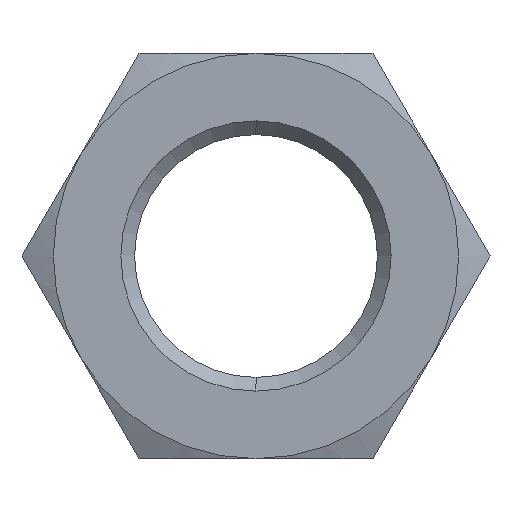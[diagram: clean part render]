
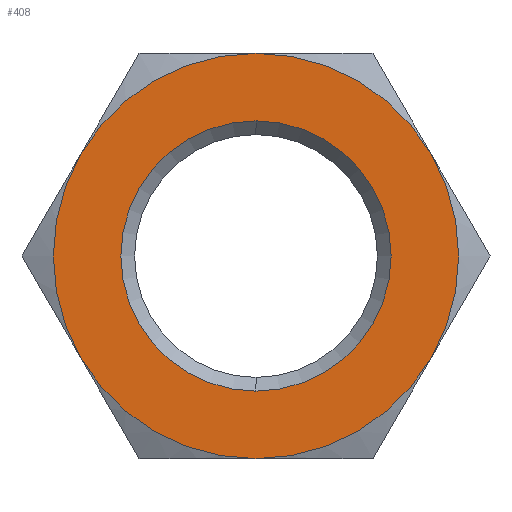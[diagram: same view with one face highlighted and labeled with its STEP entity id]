
A CAD part, left-side view. The second image highlights one B-rep face of the part: STEP entity #408.
In plain terms, the highlighted planar face has unit normal (-1, 0, 0).
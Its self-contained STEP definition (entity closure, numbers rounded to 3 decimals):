
#8 = ORIENTED_EDGE ( 'NONE', *, *, #549, .T. ) ;
#40 = CIRCLE ( 'NONE', #305, 12. ) ;
#47 = ORIENTED_EDGE ( 'NONE', *, *, #828, .F. ) ;
#59 = VERTEX_POINT ( 'NONE', #594 ) ;
#65 = AXIS2_PLACEMENT_3D ( 'NONE', #473, #675, #73 ) ;
#73 = DIRECTION ( 'NONE',  ( 0., 0., -1. ) ) ;
#89 = DIRECTION ( 'NONE',  ( 1., 0., 0. ) ) ;
#101 = DIRECTION ( 'NONE',  ( 1., 0., 0. ) ) ;
#115 = DIRECTION ( 'NONE',  ( 1., 0., 0. ) ) ;
#122 = ORIENTED_EDGE ( 'NONE', *, *, #352, .F. ) ;
#125 = AXIS2_PLACEMENT_3D ( 'NONE', #591, #641, #783 ) ;
#140 = CARTESIAN_POINT ( 'NONE',  ( 0., 0., -12. ) ) ;
#153 = DIRECTION ( 'NONE',  ( 1., 0., 0. ) ) ;
#161 = CARTESIAN_POINT ( 'NONE',  ( 0., 10.392, -6. ) ) ;
#191 = VERTEX_POINT ( 'NONE', #161 ) ;
#196 = FACE_OUTER_BOUND ( 'NONE', #683, .T. ) ;
#207 = DIRECTION ( 'NONE',  ( 0., 0., -1. ) ) ;
#237 = DIRECTION ( 'NONE',  ( 0., 0., -1. ) ) ;
#240 = VERTEX_POINT ( 'NONE', #690 ) ;
#253 = CIRCLE ( 'NONE', #590, 12. ) ;
#262 = PLANE ( 'NONE',  #644 ) ;
#278 = CARTESIAN_POINT ( 'NONE',  ( 0., -10.392, 6. ) ) ;
#290 = DIRECTION ( 'NONE',  ( 1., 0., 0. ) ) ;
#305 = AXIS2_PLACEMENT_3D ( 'NONE', #627, #290, #736 ) ;
#309 = DIRECTION ( 'NONE',  ( 1., 0., 0. ) ) ;
#312 = EDGE_LOOP ( 'NONE', ( #497, #8 ) ) ;
#315 = FACE_BOUND ( 'NONE', #312, .T. ) ;
#339 = CARTESIAN_POINT ( 'NONE',  ( 0., 0., 0. ) ) ;
#352 = EDGE_CURVE ( 'NONE', #584, #364, #778, .T. ) ;
#364 = VERTEX_POINT ( 'NONE', #500 ) ;
#365 = CIRCLE ( 'NONE', #845, 8. ) ;
#371 = VERTEX_POINT ( 'NONE', #379 ) ;
#378 = CIRCLE ( 'NONE', #530, 12. ) ;
#379 = CARTESIAN_POINT ( 'NONE',  ( 0., 0., 8. ) ) ;
#403 = CARTESIAN_POINT ( 'NONE',  ( 0., 0., 0. ) ) ;
#408 = ADVANCED_FACE ( 'NONE', ( #315, #196 ), #262, .F. ) ;
#422 = AXIS2_PLACEMENT_3D ( 'NONE', #677, #89, #540 ) ;
#427 = ORIENTED_EDGE ( 'NONE', *, *, #703, .F. ) ;
#439 = DIRECTION ( 'NONE',  ( 0., 0., -1. ) ) ;
#440 = CARTESIAN_POINT ( 'NONE',  ( 0., 0., 0. ) ) ;
#461 = CIRCLE ( 'NONE', #422, 8. ) ;
#473 = CARTESIAN_POINT ( 'NONE',  ( 0., 0., 0. ) ) ;
#490 = AXIS2_PLACEMENT_3D ( 'NONE', #440, #115, #237 ) ;
#497 = ORIENTED_EDGE ( 'NONE', *, *, #564, .T. ) ;
#499 = ORIENTED_EDGE ( 'NONE', *, *, #625, .F. ) ;
#500 = CARTESIAN_POINT ( 'NONE',  ( 0., -10.392, -6. ) ) ;
#514 = CARTESIAN_POINT ( 'NONE',  ( 0., 10.392, 6. ) ) ;
#525 = DIRECTION ( 'NONE',  ( 1., 0., 0. ) ) ;
#530 = AXIS2_PLACEMENT_3D ( 'NONE', #403, #309, #439 ) ;
#540 = DIRECTION ( 'NONE',  ( 0., 0., -1. ) ) ;
#549 = EDGE_CURVE ( 'NONE', #59, #371, #461, .T. ) ;
#564 = EDGE_CURVE ( 'NONE', #371, #59, #365, .T. ) ;
#584 = VERTEX_POINT ( 'NONE', #278 ) ;
#590 = AXIS2_PLACEMENT_3D ( 'NONE', #719, #153, #207 ) ;
#591 = CARTESIAN_POINT ( 'NONE',  ( 0., 0., 0. ) ) ;
#594 = CARTESIAN_POINT ( 'NONE',  ( 0., 0., -8. ) ) ;
#603 = EDGE_CURVE ( 'NONE', #364, #831, #40, .T. ) ;
#625 = EDGE_CURVE ( 'NONE', #640, #240, #378, .T. ) ;
#627 = CARTESIAN_POINT ( 'NONE',  ( 0., 0., 0. ) ) ;
#640 = VERTEX_POINT ( 'NONE', #514 ) ;
#641 = DIRECTION ( 'NONE',  ( 1., 0., 0. ) ) ;
#644 = AXIS2_PLACEMENT_3D ( 'NONE', #797, #525, #664 ) ;
#664 = DIRECTION ( 'NONE',  ( 0., 1., 0. ) ) ;
#675 = DIRECTION ( 'NONE',  ( 1., 0., 0. ) ) ;
#677 = CARTESIAN_POINT ( 'NONE',  ( 0., 0., 0. ) ) ;
#683 = EDGE_LOOP ( 'NONE', ( #744, #47, #688, #122, #427, #499 ) ) ;
#688 = ORIENTED_EDGE ( 'NONE', *, *, #603, .F. ) ;
#690 = CARTESIAN_POINT ( 'NONE',  ( 0., 0., 12. ) ) ;
#703 = EDGE_CURVE ( 'NONE', #240, #584, #769, .T. ) ;
#719 = CARTESIAN_POINT ( 'NONE',  ( 0., 0., 0. ) ) ;
#736 = DIRECTION ( 'NONE',  ( 0., 0., -1. ) ) ;
#744 = ORIENTED_EDGE ( 'NONE', *, *, #841, .F. ) ;
#769 = CIRCLE ( 'NONE', #125, 12. ) ;
#778 = CIRCLE ( 'NONE', #490, 12. ) ;
#783 = DIRECTION ( 'NONE',  ( 0., 0., -1. ) ) ;
#797 = CARTESIAN_POINT ( 'NONE',  ( 0., 0., 0. ) ) ;
#806 = CIRCLE ( 'NONE', #65, 12. ) ;
#816 = DIRECTION ( 'NONE',  ( 0., 0., -1. ) ) ;
#828 = EDGE_CURVE ( 'NONE', #831, #191, #253, .T. ) ;
#831 = VERTEX_POINT ( 'NONE', #140 ) ;
#841 = EDGE_CURVE ( 'NONE', #191, #640, #806, .T. ) ;
#845 = AXIS2_PLACEMENT_3D ( 'NONE', #339, #101, #816 ) ;
